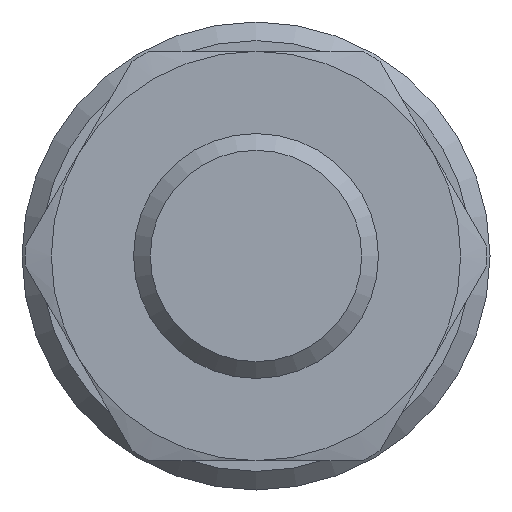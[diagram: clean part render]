
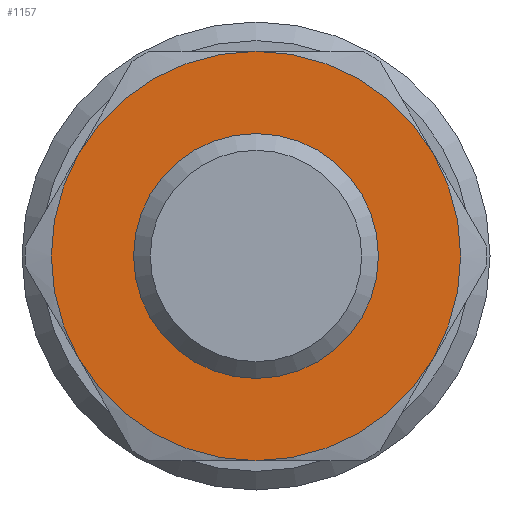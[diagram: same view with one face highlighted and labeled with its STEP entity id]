
A CAD part, left-side view. The second image highlights one B-rep face of the part: STEP entity #1157.
In plain terms, the highlighted planar face has unit normal (-1, 0, 0).
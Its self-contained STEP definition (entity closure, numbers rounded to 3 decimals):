
#283=CARTESIAN_POINT('',(-16.553,-6.579,0.));
#284=VERTEX_POINT('',#283);
#285=CARTESIAN_POINT('',(-16.553,0.,0.));
#286=DIRECTION('',(1.0,0.0,0.0));
#287=DIRECTION('',(0.0,-1.0,0.0));
#288=AXIS2_PLACEMENT_3D('',#285,#286,#287);
#289=CIRCLE('',#288,6.578);
#290=EDGE_CURVE('',#284,#284,#289,.T.);
#314=CARTESIAN_POINT('',(-16.553,-9.526,-5.5));
#315=VERTEX_POINT('',#314);
#398=CARTESIAN_POINT('',(-16.553,-9.526,5.5));
#399=VERTEX_POINT('',#398);
#482=CARTESIAN_POINT('',(-16.553,0.,11.0));
#483=VERTEX_POINT('',#482);
#566=CARTESIAN_POINT('',(-16.553,9.526,5.5));
#567=VERTEX_POINT('',#566);
#650=CARTESIAN_POINT('',(-16.553,9.526,-5.5));
#651=VERTEX_POINT('',#650);
#1011=CARTESIAN_POINT('',(-16.553,0.,-11.0));
#1012=VERTEX_POINT('',#1011);
#1013=CARTESIAN_POINT('',(-16.553,0.,0.));
#1014=DIRECTION('',(1.0,0.0,0.0));
#1015=DIRECTION('',(0.0,-1.0,0.0));
#1016=AXIS2_PLACEMENT_3D('',#1013,#1014,#1015);
#1017=CIRCLE('',#1016,11.);
#1018=EDGE_CURVE('',#315,#1012,#1017,.T.);
#1057=CARTESIAN_POINT('',(-16.553,0.,0.));
#1058=DIRECTION('',(1.0,0.0,0.0));
#1059=DIRECTION('',(0.0,-1.0,0.0));
#1060=AXIS2_PLACEMENT_3D('',#1057,#1058,#1059);
#1061=CIRCLE('',#1060,11.);
#1062=EDGE_CURVE('',#1012,#651,#1061,.T.);
#1075=CARTESIAN_POINT('',(-16.553,0.,0.));
#1076=DIRECTION('',(1.0,0.0,0.0));
#1077=DIRECTION('',(0.0,-1.0,0.0));
#1078=AXIS2_PLACEMENT_3D('',#1075,#1076,#1077);
#1079=CIRCLE('',#1078,11.);
#1080=EDGE_CURVE('',#651,#567,#1079,.T.);
#1093=CARTESIAN_POINT('',(-16.553,0.,0.));
#1094=DIRECTION('',(1.0,0.0,0.0));
#1095=DIRECTION('',(0.0,-1.0,0.0));
#1096=AXIS2_PLACEMENT_3D('',#1093,#1094,#1095);
#1097=CIRCLE('',#1096,11.);
#1098=EDGE_CURVE('',#567,#483,#1097,.T.);
#1111=CARTESIAN_POINT('',(-16.553,0.,0.));
#1112=DIRECTION('',(1.0,0.0,0.0));
#1113=DIRECTION('',(0.0,-1.0,0.0));
#1114=AXIS2_PLACEMENT_3D('',#1111,#1112,#1113);
#1115=CIRCLE('',#1114,11.);
#1116=EDGE_CURVE('',#483,#399,#1115,.T.);
#1135=CARTESIAN_POINT('',(-16.553,-8.789,0.));
#1136=DIRECTION('',(-1.0,0.0,0.0));
#1137=DIRECTION('',(0.0,0.0,-1.0));
#1138=AXIS2_PLACEMENT_3D('',#1135,#1136,#1137);
#1139=PLANE('',#1138);
#1140=ORIENTED_EDGE('',*,*,#1062,.F.);
#1141=ORIENTED_EDGE('',*,*,#1018,.F.);
#1142=CARTESIAN_POINT('',(-16.553,0.,0.));
#1143=DIRECTION('',(1.0,0.0,0.0));
#1144=DIRECTION('',(0.0,-1.0,0.0));
#1145=AXIS2_PLACEMENT_3D('',#1142,#1143,#1144);
#1146=CIRCLE('',#1145,11.);
#1147=EDGE_CURVE('',#399,#315,#1146,.T.);
#1148=ORIENTED_EDGE('',*,*,#1147,.F.);
#1149=ORIENTED_EDGE('',*,*,#1116,.F.);
#1150=ORIENTED_EDGE('',*,*,#1098,.F.);
#1151=ORIENTED_EDGE('',*,*,#1080,.F.);
#1152=EDGE_LOOP('',(#1140,#1141,#1148,#1149,#1150,#1151));
#1153=FACE_OUTER_BOUND('',#1152,.T.);
#1154=ORIENTED_EDGE('',*,*,#290,.T.);
#1155=EDGE_LOOP('',(#1154));
#1156=FACE_BOUND('',#1155,.T.);
#1157=ADVANCED_FACE('',(#1153,#1156),#1139,.T.);
